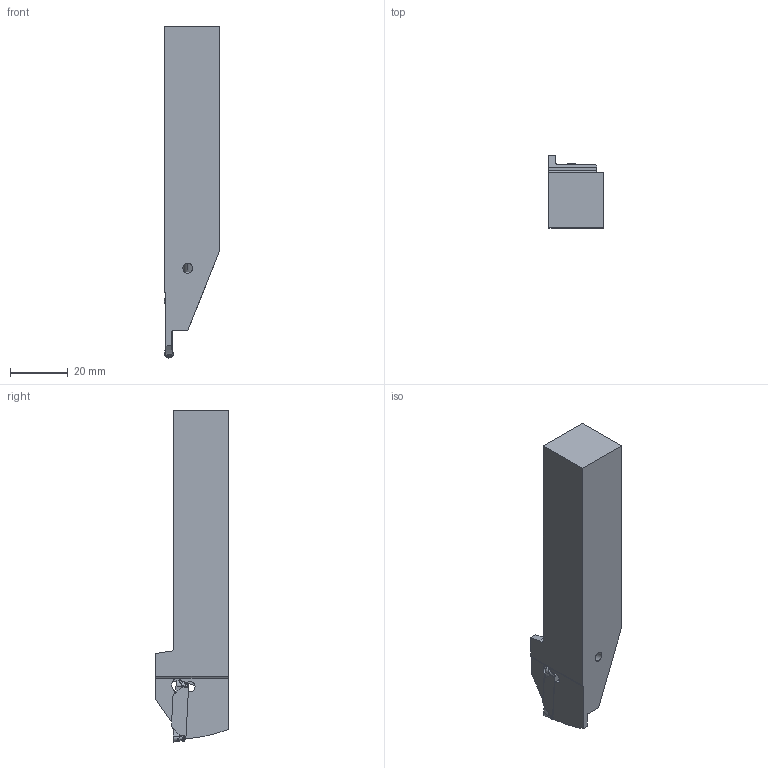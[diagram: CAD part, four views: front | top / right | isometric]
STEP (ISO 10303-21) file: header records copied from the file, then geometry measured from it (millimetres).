
FILE_DESCRIPTION(/* description */ (''),/* implementation_level */ '2;1');
FILE_NAME(/* name */ 'GYSRUS12B00-F20_CW0_125_IR0_063.stp',/* time_stamp */ '2023-03-20T14:55:24+09:00',/* author */ (''),/* organization */ (''),/* preprocessor_version */ 'ST-DEVELOPER v16',/* originating_system */ 'SIEMENS PLM Software NX 10.0',/* authorisation */ '');
FILE_SCHEMA (('AUTOMOTIVE_DESIGN { 1 0 10303 214 3 1 1 1 }'));
Length unit declared in the file: millimetre
Products named in the file (1): GYSRUS12B00-F20_CW0_125_IR0_063_ASM
Bounding box: 19.14 x 25.05 x 114.5 mm (x, y, z)
Volume: 34766.4 mm3; surface area: 9308.9 mm2
Topology: 2 solids, 2 shells, 200 faces, 600 edges, 426 vertices
Faces by surface type: cylinder 63, plane 57, bspline 56, cone 14, torus 8, sphere 2
Entity records: 11510 total; most frequent: CARTESIAN_POINT 6659, ORIENTED_EDGE 1152, DIRECTION 747, EDGE_CURVE 576, VERTEX_POINT 381, AXIS2_PLACEMENT_3D 273, B_SPLINE_CURVE_WITH_KNOTS 262, EDGE_LOOP 203
